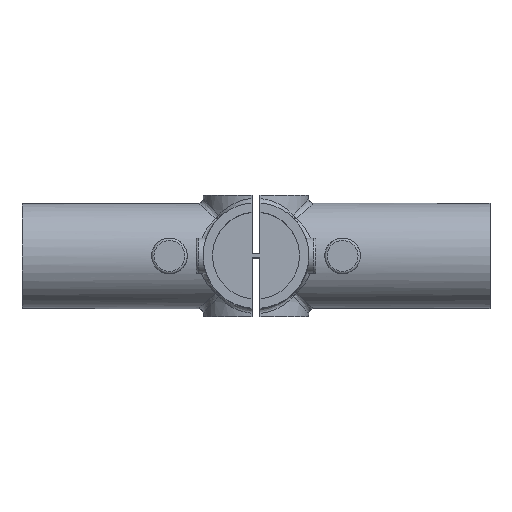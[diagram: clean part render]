
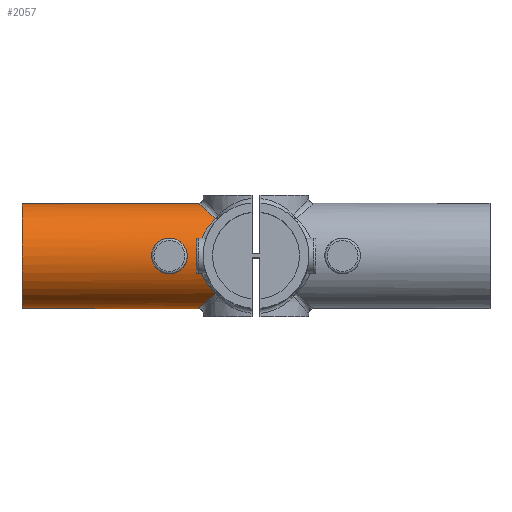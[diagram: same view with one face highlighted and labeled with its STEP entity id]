
A CAD part, top view. The second image highlights one B-rep face of the part: STEP entity #2057.
In plain terms, the highlighted cylindrical face has radius 14.351 mm (diameter 28.702 mm), a partial arc.
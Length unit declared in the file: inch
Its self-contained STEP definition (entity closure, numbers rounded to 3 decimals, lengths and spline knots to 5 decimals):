
#54=FACE_BOUND('',#341,.T.);
#74=ELLIPSE('',#2254,0.83513,0.565);
#75=ELLIPSE('',#2255,0.83513,0.565);
#76=ELLIPSE('',#2256,0.83513,0.565);
#113=CYLINDRICAL_SURFACE('',#2253,0.565);
#146=B_SPLINE_CURVE_WITH_KNOTS('',3,(#3733,#3734,#3735,#3736,#3737,#3738,
#3739,#3740,#3741,#3742,#3743,#3744,#3745,#3746,#3747,#3748,#3749,#3750),
 .UNSPECIFIED.,.F.,.F.,(4,2,2,2,2,2,2,2,4),(-2.93351,-2.75012,
-2.56673,-2.38343,-2.20013,-2.01683,
-1.83353,-1.65014,-1.46676),.UNSPECIFIED.);
#147=B_SPLINE_CURVE_WITH_KNOTS('',3,(#3751,#3752,#3753,#3754,#3755,#3756,
#3757,#3758,#3759,#3760,#3761,#3762,#3763,#3764,#3765,#3766,#3767,#3768),
 .UNSPECIFIED.,.F.,.F.,(4,2,2,2,2,2,2,2,4),(-1.46676,-1.28337,
-1.09998,-0.91668,-0.73338,-0.55008,
-0.36678,-0.18339,0.),.UNSPECIFIED.);
#216=FACE_OUTER_BOUND('',#340,.T.);
#340=EDGE_LOOP('',(#1604,#1605,#1606,#1607,#1608,#1609));
#341=EDGE_LOOP('',(#1610,#1611));
#481=LINE('',#3570,#626);
#488=LINE('',#3584,#633);
#626=VECTOR('',#2608,0.3937);
#633=VECTOR('',#2617,0.3937);
#736=CIRCLE('',#2220,0.565);
#895=VERTEX_POINT('',#3554);
#896=VERTEX_POINT('',#3569);
#901=VERTEX_POINT('',#3581);
#902=VERTEX_POINT('',#3583);
#926=VERTEX_POINT('',#3730);
#927=VERTEX_POINT('',#3732);
#931=VERTEX_POINT('',#3783);
#932=VERTEX_POINT('',#3785);
#1129=EDGE_CURVE('',#895,#896,#481,.T.);
#1136=EDGE_CURVE('',#902,#901,#488,.T.);
#1152=EDGE_CURVE('',#896,#901,#736,.T.);
#1176=EDGE_CURVE('',#927,#926,#146,.T.);
#1177=EDGE_CURVE('',#926,#927,#147,.T.);
#1184=EDGE_CURVE('',#931,#895,#74,.T.);
#1185=EDGE_CURVE('',#932,#931,#75,.T.);
#1186=EDGE_CURVE('',#902,#932,#76,.T.);
#1604=ORIENTED_EDGE('',*,*,#1184,.F.);
#1605=ORIENTED_EDGE('',*,*,#1185,.F.);
#1606=ORIENTED_EDGE('',*,*,#1186,.F.);
#1607=ORIENTED_EDGE('',*,*,#1136,.T.);
#1608=ORIENTED_EDGE('',*,*,#1152,.F.);
#1609=ORIENTED_EDGE('',*,*,#1129,.F.);
#1610=ORIENTED_EDGE('',*,*,#1176,.T.);
#1611=ORIENTED_EDGE('',*,*,#1177,.T.);
#2057=ADVANCED_FACE('',(#216,#54),#113,.T.);
#2220=AXIS2_PLACEMENT_3D('',#3641,#2639,#2640);
#2253=AXIS2_PLACEMENT_3D('',#3782,#2713,#2714);
#2254=AXIS2_PLACEMENT_3D('',#3784,#2715,#2716);
#2255=AXIS2_PLACEMENT_3D('',#3786,#2717,#2718);
#2256=AXIS2_PLACEMENT_3D('',#3787,#2719,#2720);
#2608=DIRECTION('',(-1.,0.,0.));
#2617=DIRECTION('',(-1.,0.,0.));
#2639=DIRECTION('center_axis',(-1.,0.,0.));
#2640=DIRECTION('ref_axis',(0.,1.,0.));
#2713=DIRECTION('center_axis',(-1.,0.,0.));
#2714=DIRECTION('ref_axis',(0.,1.,0.));
#2715=DIRECTION('center_axis',(0.677,-0.736,0.));
#2716=DIRECTION('ref_axis',(-0.736,-0.677,0.));
#2717=DIRECTION('center_axis',(0.677,0.,0.736));
#2718=DIRECTION('ref_axis',(-0.736,0.,0.677));
#2719=DIRECTION('center_axis',(0.677,0.736,0.));
#2720=DIRECTION('ref_axis',(-0.736,0.677,0.));
#3554=CARTESIAN_POINT('',(-0.61326,0.0866,0.0425));
#3569=CARTESIAN_POINT('',(-2.5,0.0866,0.0425));
#3570=CARTESIAN_POINT('',(0.,0.0866,0.0425));
#3581=CARTESIAN_POINT('',(-2.5,1.2134,0.0425));
#3583=CARTESIAN_POINT('',(-0.61326,1.2134,0.0425));
#3584=CARTESIAN_POINT('',(0.,1.2134,0.0425));
#3641=CARTESIAN_POINT('Origin',(-2.5,0.65,0.));
#3730=CARTESIAN_POINT('',(-0.925,0.46,0.53209));
#3732=CARTESIAN_POINT('',(-0.925,0.84,0.53209));
#3733=CARTESIAN_POINT('Ctrl Pts',(-0.925,0.84,0.53209));
#3734=CARTESIAN_POINT('Ctrl Pts',(-0.90093,0.84,0.53209));
#3735=CARTESIAN_POINT('Ctrl Pts',(-0.8754,0.83515,
0.5339));
#3736=CARTESIAN_POINT('Ctrl Pts',(-0.82866,0.81571,
0.54025));
#3737=CARTESIAN_POINT('Ctrl Pts',(-0.80742,0.80112,
0.54469));
#3738=CARTESIAN_POINT('Ctrl Pts',(-0.77389,0.76759,0.5529));
#3739=CARTESIAN_POINT('Ctrl Pts',(-0.7593,0.74635,0.55722));
#3740=CARTESIAN_POINT('Ctrl Pts',(-0.73985,0.69959,
0.56331));
#3741=CARTESIAN_POINT('Ctrl Pts',(-0.735,0.67406,0.565));
#3742=CARTESIAN_POINT('Ctrl Pts',(-0.735,0.62594,0.565));
#3743=CARTESIAN_POINT('Ctrl Pts',(-0.73985,0.60041,
0.56331));
#3744=CARTESIAN_POINT('Ctrl Pts',(-0.7593,0.55365,
0.55722));
#3745=CARTESIAN_POINT('Ctrl Pts',(-0.77389,0.53241,0.5529));
#3746=CARTESIAN_POINT('Ctrl Pts',(-0.80742,0.49888,
0.54469));
#3747=CARTESIAN_POINT('Ctrl Pts',(-0.82866,0.48429,
0.54025));
#3748=CARTESIAN_POINT('Ctrl Pts',(-0.8754,0.46485,
0.5339));
#3749=CARTESIAN_POINT('Ctrl Pts',(-0.90093,0.46,0.53209));
#3750=CARTESIAN_POINT('Ctrl Pts',(-0.925,0.46,0.53209));
#3751=CARTESIAN_POINT('Ctrl Pts',(-0.925,0.46,0.53209));
#3752=CARTESIAN_POINT('Ctrl Pts',(-0.94907,0.46,0.53209));
#3753=CARTESIAN_POINT('Ctrl Pts',(-0.9746,0.46485,
0.5339));
#3754=CARTESIAN_POINT('Ctrl Pts',(-1.02134,0.48429,0.54025));
#3755=CARTESIAN_POINT('Ctrl Pts',(-1.04258,0.49888,0.54469));
#3756=CARTESIAN_POINT('Ctrl Pts',(-1.07611,0.53241,0.5529));
#3757=CARTESIAN_POINT('Ctrl Pts',(-1.0907,0.55365,0.55722));
#3758=CARTESIAN_POINT('Ctrl Pts',(-1.11015,0.60041,0.56331));
#3759=CARTESIAN_POINT('Ctrl Pts',(-1.115,0.62594,0.565));
#3760=CARTESIAN_POINT('Ctrl Pts',(-1.115,0.67406,0.565));
#3761=CARTESIAN_POINT('Ctrl Pts',(-1.11015,0.69959,0.56331));
#3762=CARTESIAN_POINT('Ctrl Pts',(-1.0907,0.74635,0.55722));
#3763=CARTESIAN_POINT('Ctrl Pts',(-1.07611,0.76759,0.5529));
#3764=CARTESIAN_POINT('Ctrl Pts',(-1.04258,0.80112,0.54469));
#3765=CARTESIAN_POINT('Ctrl Pts',(-1.02134,0.81571,0.54025));
#3766=CARTESIAN_POINT('Ctrl Pts',(-0.9746,0.83515,
0.5339));
#3767=CARTESIAN_POINT('Ctrl Pts',(-0.94907,0.84,0.53209));
#3768=CARTESIAN_POINT('Ctrl Pts',(-0.925,0.84,0.53209));
#3782=CARTESIAN_POINT('Origin',(0.,0.65,0.));
#3783=CARTESIAN_POINT('',(-0.43487,0.25048,0.39952));
#3784=CARTESIAN_POINT('Origin',(0.,0.65,0.));
#3785=CARTESIAN_POINT('',(-0.43487,1.04952,0.39952));
#3786=CARTESIAN_POINT('Origin',(0.,0.65,0.));
#3787=CARTESIAN_POINT('Origin',(0.,0.65,0.));
